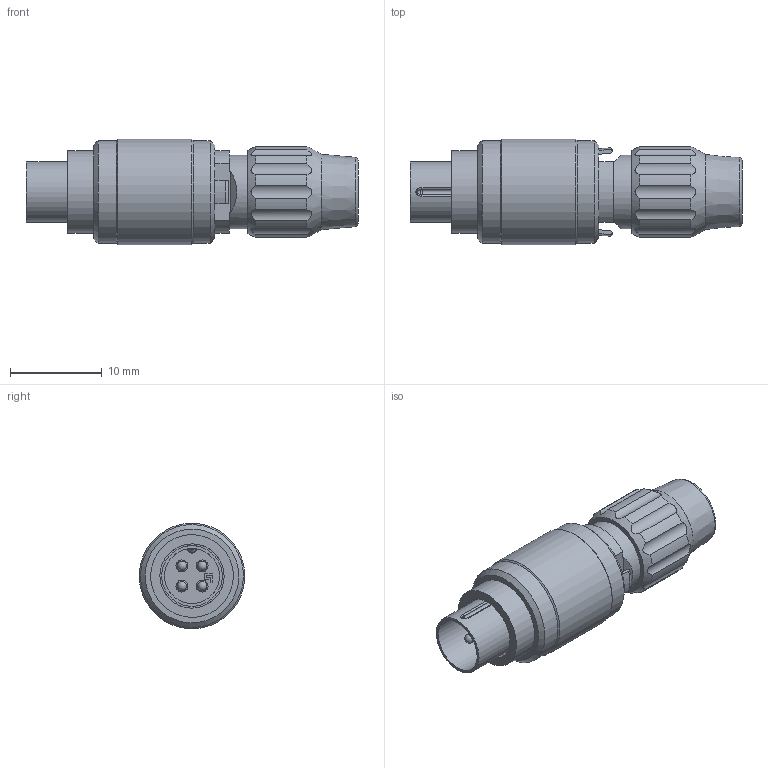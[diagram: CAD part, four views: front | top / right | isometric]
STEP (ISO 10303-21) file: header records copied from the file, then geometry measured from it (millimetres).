
FILE_DESCRIPTION(/* description */ (''),/* implementation_level */ '2;1');
FILE_NAME(/* name */ '99-0079-100-04_bg.stp',/* time_stamp */ '2010-12-07T17:16:21+01:00',/* author */ (''),/* organization */ (''),/* preprocessor_version */ 'ST-DEVELOPER v11',/* originating_system */ 'UGS - NX 5.0',/* authorisation */ '');
FILE_SCHEMA (('CONFIG_CONTROL_DESIGN'));
Length unit declared in the file: millimetre
Products named in the file (1): kbor08DD1u2a
Bounding box: 36.15 x 11.49 x 11.49 mm (x, y, z)
Volume: 2418 mm3; surface area: 1732 mm2
Topology: 1 solids, 1 shells, 117 faces, 300 edges, 190 vertices
Faces by surface type: cylinder 48, plane 40, cone 14, sphere 6, bspline 5, torus 4
Full cylindrical faces by diameter (mm): 1 x4, 6 x1, 6.6 x1, 7 x1, 8 x1, 9 x1, 11.2 x2, 11.5 x1
Entity records: 3859 total; most frequent: CARTESIAN_POINT 1229, DIRECTION 520, ORIENTED_EDGE 496, EDGE_CURVE 248, AXIS2_PLACEMENT_3D 205, VERTEX_POINT 172, EDGE_LOOP 156, ADVANCED_FACE 117
